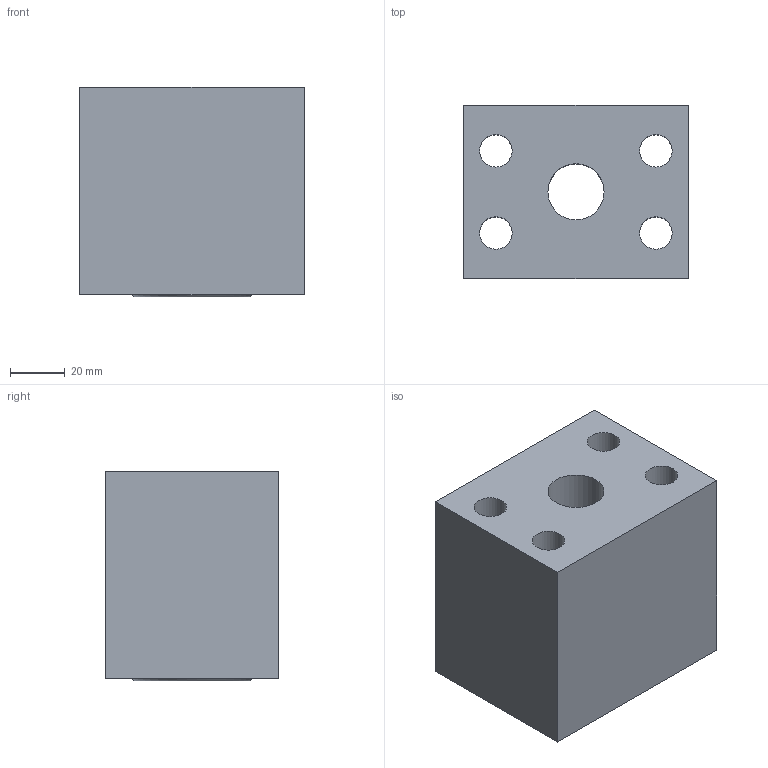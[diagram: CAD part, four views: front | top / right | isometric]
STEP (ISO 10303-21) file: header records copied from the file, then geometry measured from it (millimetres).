
FILE_DESCRIPTION((''),'2;1');
FILE_NAME('90175-125.stp','2015-01-05T11:28:29',('jml'),(''),'Autodesk Inventor 2010','Autodesk Inventor 2010','');
FILE_SCHEMA(('AUTOMOTIVE_DESIGN { 1 0 10303 214 1 1 1 1 }'));
Length unit declared in the file: inch
Products named in the file (3): 90175-125; 300123; 222 O-RING
Assembly tree (2 placements, depth 2):
  90175-125
    300123
    222 O-RING
Bounding box: 82.55 x 63.5 x 76.94 mm (x, y, z)
Volume: 339220.3 mm3; surface area: 50635.5 mm2
Topology: 2 solids, 3 shells, 118 faces, 303 edges, 204 vertices
Faces by surface type: plane 93, cylinder 24, torus 1
Full cylindrical faces by diameter (mm): 2.088 x1, 11.913 x4, 20.625 x1, 26.818 x1, 33.884 x1, 35.56 x1, 44.45 x1
Entity records: 3705 total; most frequent: CARTESIAN_POINT 606, DIRECTION 582, ORIENTED_EDGE 572, EDGE_CURVE 286, VECTOR 236, LINE 236, VERTEX_POINT 197, AXIS2_PLACEMENT_3D 173
